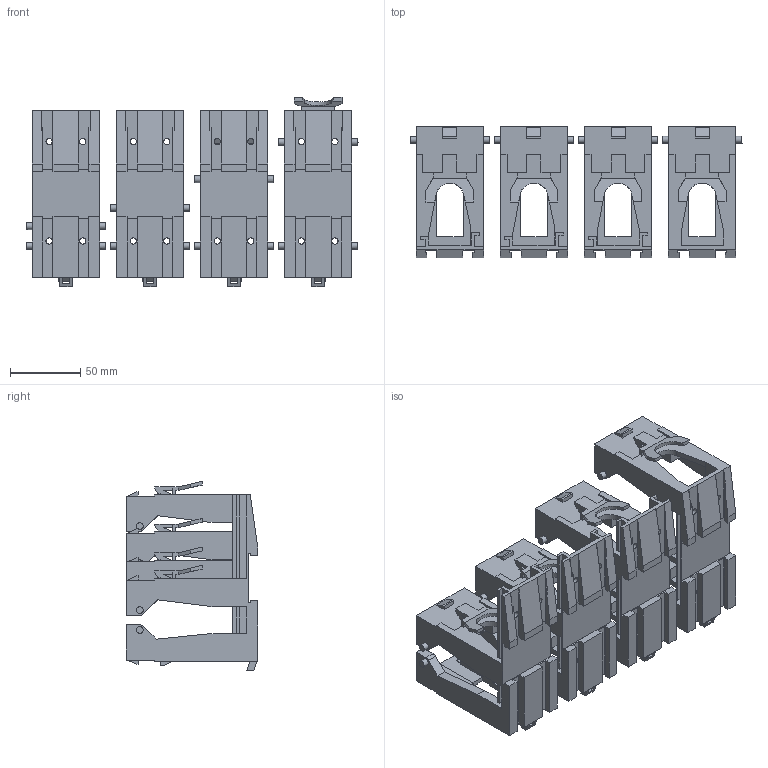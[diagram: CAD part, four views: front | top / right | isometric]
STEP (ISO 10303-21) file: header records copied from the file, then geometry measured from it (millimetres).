
FILE_DESCRIPTION(( 'HARTING HARTING HARTING HARTING HARTING HARTING HARTING HARTING HARTING', 'This Document is valid for Parts No. 09 33 000 9801'),'2;1');
FILE_NAME('MD_09330009801_R411545.stp', '2010-02-26T08:15:54',('ITIS-4b'),('HARTING KGaA, D-32339 Espelkamp'), 'I-DEAS Master Series 10','HP-UNIX','Yes');
FILE_SCHEMA(('AUTOMOTIVE_DESIGN { 1 0 10303 214 1 1 1 1 }'));
Length unit declared in the file: millimetre
Products named in the file (1): MD 09 33 000 9801
Bounding box: 237 x 94 x 135.02 mm (x, y, z)
Volume: 403674 mm3; surface area: 194495.3 mm2
Topology: 4 solids, 4 shells, 1338 faces, 3769 edges, 2500 vertices
Faces by surface type: bspline 1338
Entity records: 42252 total; most frequent: CARTESIAN_POINT 18143, ORIENTED_EDGE 7538, EDGE_CURVE 3769, VERTEX_POINT 2500, QUASI_UNIFORM_CURVE 1874, B_SPLINE_CURVE_WITH_KNOTS 1727, EDGE_LOOP 1463, FACE_OUTER_BOUND 1338
